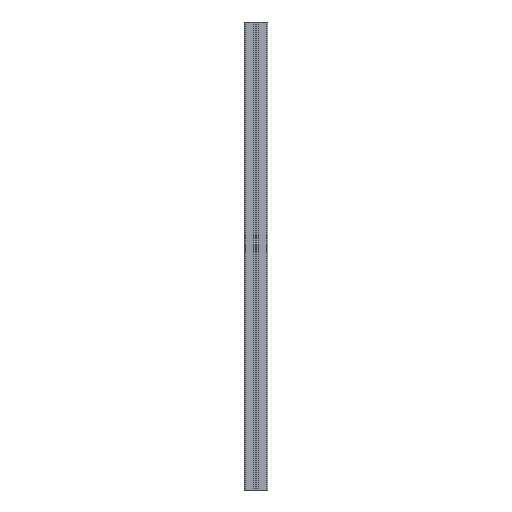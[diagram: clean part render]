
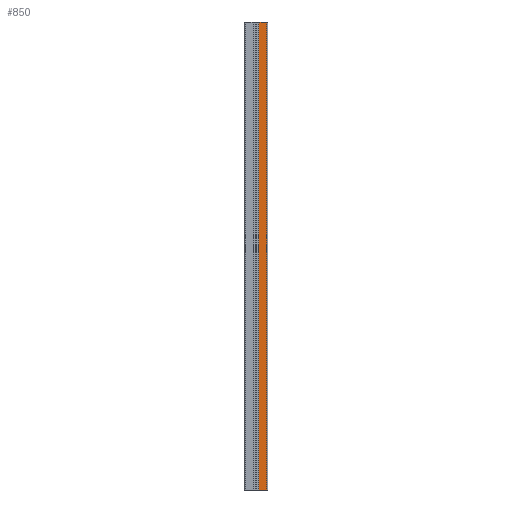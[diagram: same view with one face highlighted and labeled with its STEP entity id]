
A CAD part, front view. The second image highlights one B-rep face of the part: STEP entity #850.
In plain terms, the highlighted planar face has unit normal (0, -1, 0).
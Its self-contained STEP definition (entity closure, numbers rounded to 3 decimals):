
#500 = CARTESIAN_POINT ( 'NONE',  ( 6.1, -25., 0. ) ) ;
#850 = ADVANCED_FACE ( 'NONE', ( #6372 ), #3849, .T. ) ;
#909 = ORIENTED_EDGE ( 'NONE', *, *, #11093, .T. ) ;
#988 = VECTOR ( 'NONE', #7674, 1000. ) ;
#1178 = ORIENTED_EDGE ( 'NONE', *, *, #11153, .F. ) ;
#1812 = DIRECTION ( 'NONE',  ( 1., 0., 0. ) ) ;
#2582 = AXIS2_PLACEMENT_3D ( 'NONE', #3890, #3783, #3773 ) ;
#2701 = VECTOR ( 'NONE', #10570, 1000. ) ;
#2763 = CARTESIAN_POINT ( 'NONE',  ( 6.1, -25., -1000. ) ) ;
#2812 = CARTESIAN_POINT ( 'NONE',  ( 22.5, -25., -1000. ) ) ;
#3407 = VECTOR ( 'NONE', #11246, 1000. ) ;
#3773 = DIRECTION ( 'NONE',  ( 0., 0., -1. ) ) ;
#3783 = DIRECTION ( 'NONE',  ( 0., -1., 0. ) ) ;
#3828 = LINE ( 'NONE', #500, #2701 ) ;
#3849 = PLANE ( 'NONE',  #2582 ) ;
#3890 = CARTESIAN_POINT ( 'NONE',  ( 6.1, -25., -1000. ) ) ;
#4061 = CARTESIAN_POINT ( 'NONE',  ( 22.5, -25., -1000. ) ) ;
#5242 = VERTEX_POINT ( 'NONE', #11397 ) ;
#5327 = VERTEX_POINT ( 'NONE', #10779 ) ;
#5412 = VECTOR ( 'NONE', #1812, 1000. ) ;
#5591 = VERTEX_POINT ( 'NONE', #9103 ) ;
#6335 = VERTEX_POINT ( 'NONE', #2812 ) ;
#6372 = FACE_OUTER_BOUND ( 'NONE', #6737, .T. ) ;
#6737 = EDGE_LOOP ( 'NONE', ( #1178, #7502, #6816, #909 ) ) ;
#6816 = ORIENTED_EDGE ( 'NONE', *, *, #11306, .T. ) ;
#7502 = ORIENTED_EDGE ( 'NONE', *, *, #11214, .F. ) ;
#7674 = DIRECTION ( 'NONE',  ( 0., 0., 1. ) ) ;
#9033 = LINE ( 'NONE', #2763, #3407 ) ;
#9103 = CARTESIAN_POINT ( 'NONE',  ( 6.1, -25., 0. ) ) ;
#9511 = CARTESIAN_POINT ( 'NONE',  ( 6.1, -25., -1000. ) ) ;
#10303 = LINE ( 'NONE', #9511, #5412 ) ;
#10570 = DIRECTION ( 'NONE',  ( 1., 0., 0. ) ) ;
#10646 = LINE ( 'NONE', #4061, #988 ) ;
#10779 = CARTESIAN_POINT ( 'NONE',  ( 22.5, -25., 0. ) ) ;
#11093 = EDGE_CURVE ( 'NONE', #6335, #5327, #10646, .T. ) ;
#11153 = EDGE_CURVE ( 'NONE', #5591, #5327, #3828, .T. ) ;
#11214 = EDGE_CURVE ( 'NONE', #5242, #5591, #9033, .T. ) ;
#11246 = DIRECTION ( 'NONE',  ( 0., 0., 1. ) ) ;
#11306 = EDGE_CURVE ( 'NONE', #5242, #6335, #10303, .T. ) ;
#11397 = CARTESIAN_POINT ( 'NONE',  ( 6.1, -25., -1000. ) ) ;
